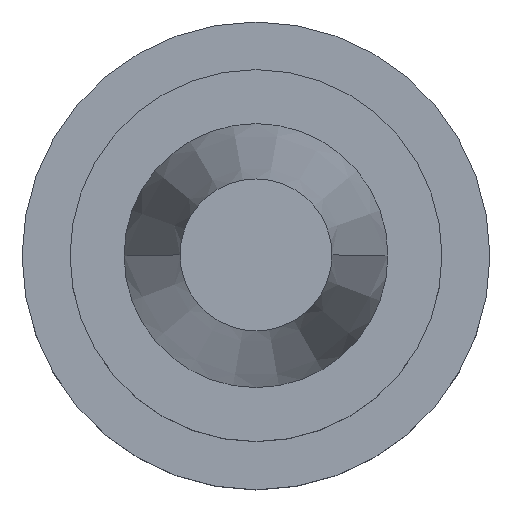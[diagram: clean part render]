
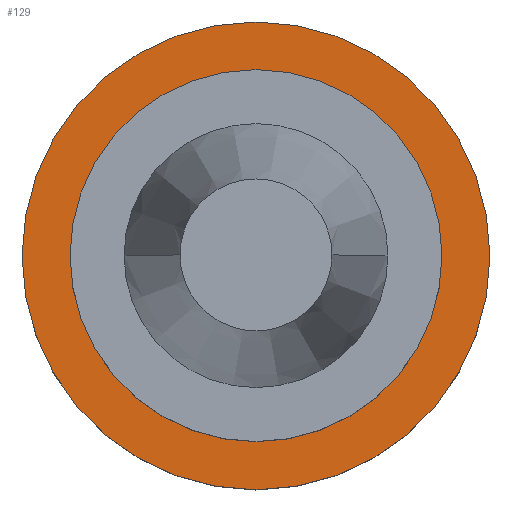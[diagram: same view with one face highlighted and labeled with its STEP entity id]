
A CAD part, top view. The second image highlights one B-rep face of the part: STEP entity #129.
In plain terms, the highlighted planar face has unit normal (0, 0, 1).
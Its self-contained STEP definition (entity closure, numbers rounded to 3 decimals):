
#25 = CARTESIAN_POINT ( 'NONE',  ( -45., 0., -48.01 ) ) ;
#99 = VERTEX_POINT ( 'NONE', #136 ) ;
#109 = AXIS2_PLACEMENT_3D ( 'NONE', #1062, #164, #908 ) ;
#129 = ADVANCED_FACE ( 'NONE', ( #513, #177 ), #331, .F. ) ;
#136 = CARTESIAN_POINT ( 'NONE',  ( 61.9, 0., -48.01 ) ) ;
#154 = DIRECTION ( 'NONE',  ( 0., 0., 1. ) ) ;
#157 = VERTEX_POINT ( 'NONE', #162 ) ;
#162 = CARTESIAN_POINT ( 'NONE',  ( -61.9, 0., -48.01 ) ) ;
#164 = DIRECTION ( 'NONE',  ( 0., 0., 1. ) ) ;
#177 = FACE_OUTER_BOUND ( 'NONE', #188, .T. ) ;
#188 = EDGE_LOOP ( 'NONE', ( #888, #348 ) ) ;
#201 = DIRECTION ( 'NONE',  ( 0., 0., 1. ) ) ;
#263 = CARTESIAN_POINT ( 'NONE',  ( 0., 0., -48.01 ) ) ;
#268 = AXIS2_PLACEMENT_3D ( 'NONE', #480, #154, #402 ) ;
#300 = EDGE_CURVE ( 'NONE', #157, #99, #689, .T. ) ;
#331 = PLANE ( 'NONE',  #625 ) ;
#338 = CIRCLE ( 'NONE', #734, 45. ) ;
#345 = DIRECTION ( 'NONE',  ( -1., 0., 0. ) ) ;
#347 = CARTESIAN_POINT ( 'NONE',  ( 0., 45., -48.01 ) ) ;
#348 = ORIENTED_EDGE ( 'NONE', *, *, #300, .T. ) ;
#402 = DIRECTION ( 'NONE',  ( 1., 0., 0. ) ) ;
#459 = CARTESIAN_POINT ( 'NONE',  ( 0., 0., -48.01 ) ) ;
#480 = CARTESIAN_POINT ( 'NONE',  ( 0., 0., -48.01 ) ) ;
#510 = AXIS2_PLACEMENT_3D ( 'NONE', #459, #782, #1023 ) ;
#513 = FACE_BOUND ( 'NONE', #767, .T. ) ;
#537 = CIRCLE ( 'NONE', #109, 45. ) ;
#565 = VERTEX_POINT ( 'NONE', #25 ) ;
#600 = CIRCLE ( 'NONE', #268, 61.9 ) ;
#625 = AXIS2_PLACEMENT_3D ( 'NONE', #347, #680, #345 ) ;
#680 = DIRECTION ( 'NONE',  ( 0., 0., -1. ) ) ;
#689 = CIRCLE ( 'NONE', #510, 61.9 ) ;
#697 = EDGE_CURVE ( 'NONE', #565, #768, #338, .T. ) ;
#734 = AXIS2_PLACEMENT_3D ( 'NONE', #263, #201, #1013 ) ;
#767 = EDGE_LOOP ( 'NONE', ( #933, #812 ) ) ;
#768 = VERTEX_POINT ( 'NONE', #794 ) ;
#782 = DIRECTION ( 'NONE',  ( 0., 0., 1. ) ) ;
#794 = CARTESIAN_POINT ( 'NONE',  ( 45., 0., -48.01 ) ) ;
#812 = ORIENTED_EDGE ( 'NONE', *, *, #697, .F. ) ;
#888 = ORIENTED_EDGE ( 'NONE', *, *, #909, .T. ) ;
#908 = DIRECTION ( 'NONE',  ( 1., 0., 0. ) ) ;
#909 = EDGE_CURVE ( 'NONE', #99, #157, #600, .T. ) ;
#933 = ORIENTED_EDGE ( 'NONE', *, *, #985, .F. ) ;
#985 = EDGE_CURVE ( 'NONE', #768, #565, #537, .T. ) ;
#1013 = DIRECTION ( 'NONE',  ( 1., 0., 0. ) ) ;
#1023 = DIRECTION ( 'NONE',  ( 1., 0., 0. ) ) ;
#1062 = CARTESIAN_POINT ( 'NONE',  ( 0., 0., -48.01 ) ) ;
